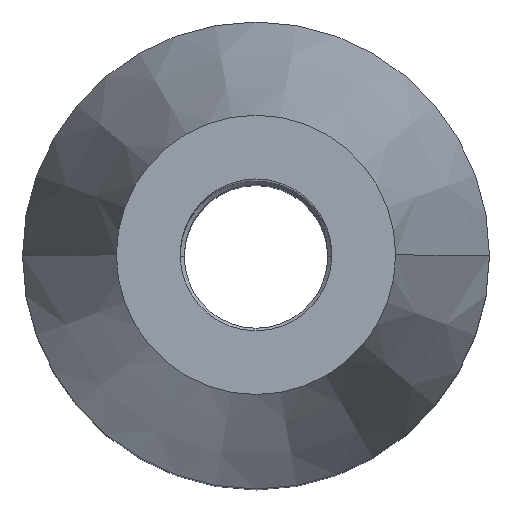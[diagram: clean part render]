
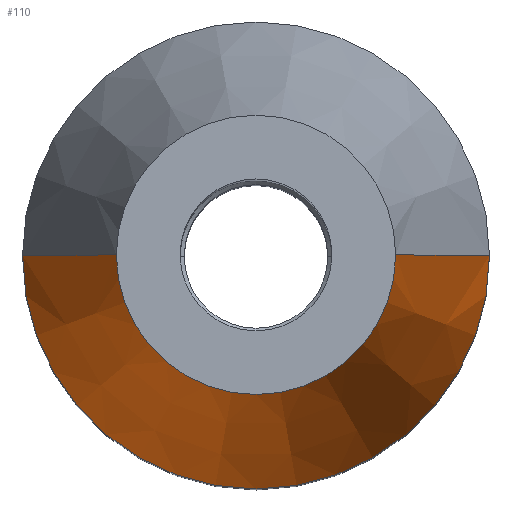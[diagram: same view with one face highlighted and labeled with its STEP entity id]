
A CAD part, top view. The second image highlights one B-rep face of the part: STEP entity #110.
In plain terms, the highlighted conical face has half-angle 15 degrees and reference radius 3.196 mm.
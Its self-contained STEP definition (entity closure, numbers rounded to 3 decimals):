
#110=ADVANCED_FACE('',(#296),#297,.T.);
#114=VERTEX_POINT('',#301);
#122=VERTEX_POINT('',#311);
#124=EDGE_CURVE('',#160,#208,#313,.T.);
#126=EDGE_CURVE('',#208,#122,#315,.T.);
#146=EDGE_CURVE('',#114,#160,#339,.T.);
#160=VERTEX_POINT('',#355);
#162=EDGE_CURVE('',#114,#122,#357,.T.);
#208=VERTEX_POINT('',#410);
#296=FACE_OUTER_BOUND('',#495,.T.);
#297=CONICAL_SURFACE('',#496,3.196,0.262);
#301=CARTESIAN_POINT('',(-4.0,0.,10.0));
#311=CARTESIAN_POINT('',(4.0,0.0,10.0));
#313=CIRCLE('',#516,2.392);
#315=LINE('',#519,#520);
#339=LINE('',#550,#551);
#355=CARTESIAN_POINT('',(-2.392,0.,16.0));
#357=CIRCLE('',#575,4.0);
#410=CARTESIAN_POINT('',(2.392,0.,16.0));
#495=EDGE_LOOP('',(#749,#750,#751,#752));
#496=AXIS2_PLACEMENT_3D('',#753,#754,#755);
#516=AXIS2_PLACEMENT_3D('',#776,#777,#778);
#519=CARTESIAN_POINT('',(3.196,0.,13.0));
#520=VECTOR('',#779,1.0);
#550=CARTESIAN_POINT('',(-3.196,0.,13.0));
#551=VECTOR('',#814,1.0);
#575=AXIS2_PLACEMENT_3D('',#841,#842,#843);
#749=ORIENTED_EDGE('',*,*,#146,.F.);
#750=ORIENTED_EDGE('',*,*,#162,.T.);
#751=ORIENTED_EDGE('',*,*,#126,.F.);
#752=ORIENTED_EDGE('',*,*,#124,.F.);
#753=CARTESIAN_POINT('',(0.,0.,13.0));
#754=DIRECTION('',(0.,0.,-1.0));
#755=DIRECTION('',(-1.0,0.,-0.0));
#776=CARTESIAN_POINT('',(0.,0.,16.0));
#777=DIRECTION('',(0.,0.,1.0));
#778=DIRECTION('',(-1.0,0.,-0.0));
#779=DIRECTION('',(0.259,0.,-0.966));
#814=DIRECTION('',(0.259,0.,0.966));
#841=CARTESIAN_POINT('',(0.0,0.0,10.0));
#842=DIRECTION('',(0.0,0.0,1.0));
#843=DIRECTION('',(1.0,0.0,0.0));
